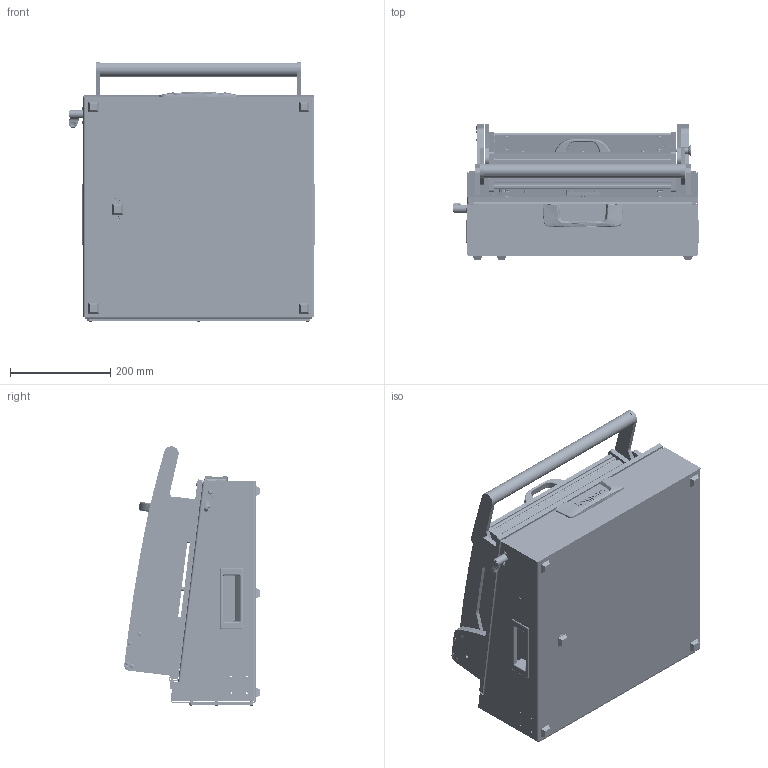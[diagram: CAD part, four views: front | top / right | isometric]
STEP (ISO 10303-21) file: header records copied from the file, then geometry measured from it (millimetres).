
FILE_DESCRIPTION (( 'STEP AP214' ), '1' );
FILE_NAME ('INGUN_48530.STEP', '2021-02-24T09:24:20', ( '' ), ( '' ), 'SwSTEP 2.0', 'SolidWorks 2018', '' );
FILE_SCHEMA (( 'AUTOMOTIVE_DESIGN' ));
Length unit declared in the file: millimetre
Products named in the file (116): 53731~0; 35663~9_S; 46869~0_S; 37188~1_S; 45715~3_S; 2720~0; 48509~2_S; 34328~1_S; ISO7380~n_M05,0x030; DIN125~n_06,4 M06,0 Fase; 53839~0_mit Lehre gebohrt<S>; 8804~0; 35714~3_S; DIN7991~n_M05,0x012; 43627~0_Hub 16mm<Standard>; 48512~0_S; DIN912~n_M03,0x012; DIN6325~n_06,0m6x012; 45904-KIT~1_ICT Stellung kontaktiert<S>; 35662~11_S; 110705~1_S; 55712~0_KUNDE<S>; 35648~16; 3699~0_zwei <Standard>; 29805~4_geschlossen<S>; 45905~2_mit Transportschrauben <S>; DIN6325~n_04,0m6x012; 39893~3_KUNDE<S>; DIN934~n_M05,0; 2229~6; 45711~1; 48727~1_S; 109949~0_KUNDE<S>; 30112~0; 41899~3_flexiebel <S>; 48726~2_S; 2196~6; 49317~0; K_02037~0_Standard ohne Dyn Punkt<Standard>; 31199~3_S ...
Assembly tree (247 placements, depth 6):
  INGUN_48530
    48400~1_KUNDE<S>
      32505~6_S
        32172~8
        30758~0_S  x2
          30758_01~0_S
          30758_02~0_S
        20902~0
        21332~0_MA 2112<Standard>
          21332_02~0
          21332_01~0
        31199~3_S
        2720~0  x5
        53032~0_S
        32171~0_S
        32462~0_S
        29805~4_geschlossen<S>
          110322~4_S
          110705~1_S
          30984~0_S
          110231~1_S
          110443~0_S
          30112~0
          ISO7380~n_M05,0x030
          ISO7380~n_M04,0x008  x2
          DIN914~n_M04,0x05
        35334~0_S
        ISO7380~n_M04,0x012  x4
        DIN7991~n_M05,0x016
        DIN7991~n_M05,0x012  x2
        DIN985-A2~n_M05,0  x3
        8804~0
        DIN125~n_05,3 M05,0 Fase  x2
      48522~5_KUNDE<S>
        48517~4_S
          35648~16
          48512~0_S
          35662~11_S
          35663~9_S
          48509~2_S
          2281~0_180ø<Standard>  x2
            2281~0
          37188~1_S  x2
          53031~0_S
          48727~1_S
            48726~2_S
            DIN6325~n_04,0m6x012
            48565~1_S
            DIN912~n_M04,0x020  x2
            DIN125~n_06,4 M06,0 Fase
            DIN125~n_04,3 M04,0  x2
            49317~0
          48728~1_S
            48726~2_S
            DIN6325~n_04,0m6x012
            48565~1_S
            DIN125~n_06,4 M06,0 Fase
            DIN125~n_04,3 M04,0  x2
            DIN912~n_M04,0x020  x2
            49317~0
Bounding box: 491.5 x 269.75 x 516.87 mm (x, y, z)
Volume: 7614337.2 mm3; surface area: 3292469.2 mm2
Topology: 259 solids, 259 shells, 7447 faces, 18293 edges, 11732 vertices
Faces by surface type: plane 3177, cylinder 2882, cone 835, bspline 289, torus 158, sphere 106
Entity records: 184916 total; most frequent: CARTESIAN_POINT 44799, DIRECTION 25469, ORIENTED_EDGE 23714, EDGE_CURVE 11857, AXIS2_PLACEMENT_3D 9417, VERTEX_POINT 7690, LINE 6635, VECTOR 6635
